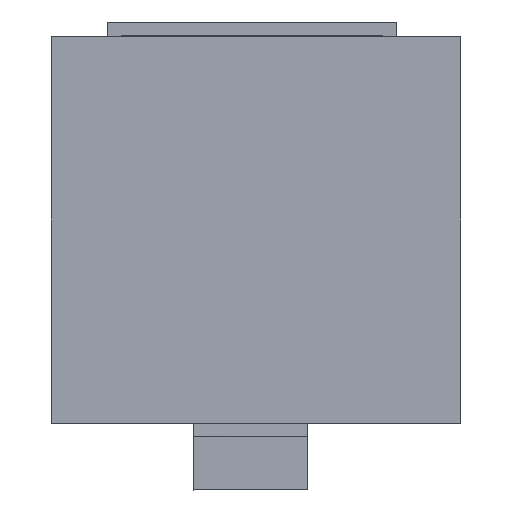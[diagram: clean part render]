
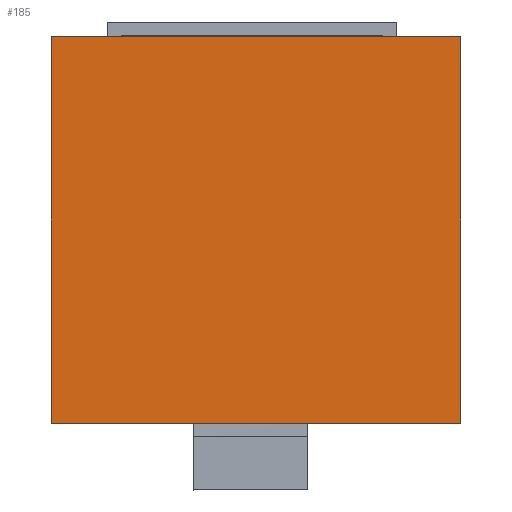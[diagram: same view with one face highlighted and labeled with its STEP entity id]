
A CAD part, top view. The second image highlights one B-rep face of the part: STEP entity #185.
In plain terms, the highlighted planar face has unit normal (0, 0, 1).
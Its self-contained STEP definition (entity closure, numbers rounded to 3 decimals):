
#56 = VERTEX_POINT('',#57);
#57 = CARTESIAN_POINT('',(0.,0.,1.646));
#63 = EDGE_CURVE('',#56,#64,#66,.T.);
#64 = VERTEX_POINT('',#65);
#65 = CARTESIAN_POINT('',(0.,42.5,1.646));
#66 = LINE('',#67,#68);
#67 = CARTESIAN_POINT('',(0.,0.,1.646));
#68 = VECTOR('',#69,1.);
#69 = DIRECTION('',(0.,1.,0.));
#94 = EDGE_CURVE('',#64,#95,#97,.T.);
#95 = VERTEX_POINT('',#96);
#96 = CARTESIAN_POINT('',(45.,42.5,1.646));
#97 = LINE('',#98,#99);
#98 = CARTESIAN_POINT('',(0.,42.5,1.646));
#99 = VECTOR('',#100,1.);
#100 = DIRECTION('',(1.,0.,0.));
#125 = EDGE_CURVE('',#95,#126,#128,.T.);
#126 = VERTEX_POINT('',#127);
#127 = CARTESIAN_POINT('',(45.,0.,1.646));
#128 = LINE('',#129,#130);
#129 = CARTESIAN_POINT('',(45.,42.5,1.646));
#130 = VECTOR('',#131,1.);
#131 = DIRECTION('',(0.,-1.,0.));
#156 = EDGE_CURVE('',#126,#56,#157,.T.);
#157 = LINE('',#158,#159);
#158 = CARTESIAN_POINT('',(45.,0.,1.646));
#159 = VECTOR('',#160,1.);
#160 = DIRECTION('',(-1.,0.,0.));
#185 = ADVANCED_FACE('',(#186),#192,.F.);
#186 = FACE_BOUND('',#187,.F.);
#187 = EDGE_LOOP('',(#188,#189,#190,#191));
#188 = ORIENTED_EDGE('',*,*,#63,.T.);
#189 = ORIENTED_EDGE('',*,*,#94,.T.);
#190 = ORIENTED_EDGE('',*,*,#125,.T.);
#191 = ORIENTED_EDGE('',*,*,#156,.T.);
#192 = PLANE('',#193);
#193 = AXIS2_PLACEMENT_3D('',#194,#195,#196);
#194 = CARTESIAN_POINT('',(22.5,21.25,1.646));
#195 = DIRECTION('',(-0.,-0.,-1.));
#196 = DIRECTION('',(-1.,0.,0.));
